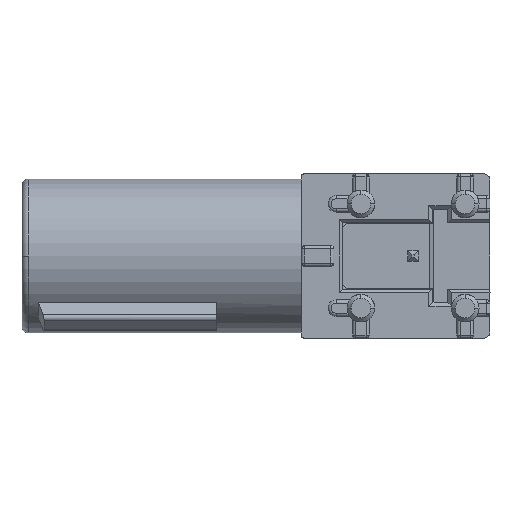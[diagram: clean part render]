
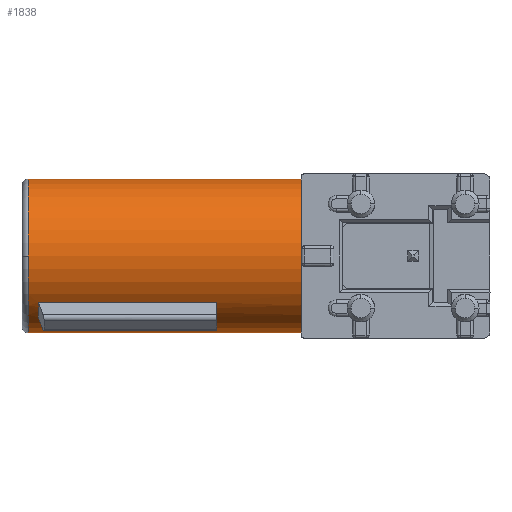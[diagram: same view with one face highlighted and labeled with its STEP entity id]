
A CAD part, front view. The second image highlights one B-rep face of the part: STEP entity #1838.
In plain terms, the highlighted cylindrical face has radius 3.75 mm (diameter 7.5 mm), a partial arc.
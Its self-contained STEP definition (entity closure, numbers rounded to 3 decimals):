
#1488=FACE_BOUND('',#2399,.T.);
#1489=FACE_BOUND('',#2400,.T.);
#1503=(
BOUNDED_CURVE()
B_SPLINE_CURVE(3,(#7199,#7200,#7201,#7202),.UNSPECIFIED.,.F.,.F.)
B_SPLINE_CURVE_WITH_KNOTS((4,4),(0.,1.),.UNSPECIFIED.)
CURVE()
GEOMETRIC_REPRESENTATION_ITEM()
RATIONAL_B_SPLINE_CURVE((1.,0.994,0.994,1.))
REPRESENTATION_ITEM('')
);
#1536=CYLINDRICAL_SURFACE('',#5378,3.75);
#1615=CIRCLE('',#5367,3.75);
#1621=CIRCLE('',#5375,3.75);
#1622=CIRCLE('',#5376,3.75);
#1623=CIRCLE('',#5377,3.75);
#1838=ADVANCED_FACE('',(#1488,#1489),#1536,.T.);
#2399=EDGE_LOOP('',(#2739,#2740,#2741,#2742,#2743));
#2400=EDGE_LOOP('',(#2744,#2745,#2746,#2747));
#2739=ORIENTED_EDGE('',*,*,#4192,.T.);
#2740=ORIENTED_EDGE('',*,*,#4183,.F.);
#2741=ORIENTED_EDGE('',*,*,#4196,.F.);
#2742=ORIENTED_EDGE('',*,*,#4194,.F.);
#2743=ORIENTED_EDGE('',*,*,#4197,.F.);
#2744=ORIENTED_EDGE('',*,*,#4198,.F.);
#2745=ORIENTED_EDGE('',*,*,#4199,.F.);
#2746=ORIENTED_EDGE('',*,*,#4200,.T.);
#2747=ORIENTED_EDGE('',*,*,#4201,.T.);
#3815=VERTEX_POINT('',#7153);
#3819=VERTEX_POINT('',#7160);
#3828=VERTEX_POINT('',#7183);
#3829=VERTEX_POINT('',#7185);
#3830=VERTEX_POINT('',#7187);
#3831=VERTEX_POINT('',#7193);
#3832=VERTEX_POINT('',#7194);
#3833=VERTEX_POINT('',#7196);
#3834=VERTEX_POINT('',#7198);
#4183=EDGE_CURVE('',#3819,#3815,#1615,.T.);
#4192=EDGE_CURVE('',#3828,#3815,#4749,.T.);
#4194=EDGE_CURVE('',#3829,#3830,#4750,.T.);
#4196=EDGE_CURVE('',#3830,#3819,#1621,.T.);
#4197=EDGE_CURVE('',#3828,#3829,#1622,.T.);
#4198=EDGE_CURVE('',#3831,#3832,#4751,.T.);
#4199=EDGE_CURVE('',#3833,#3831,#1623,.T.);
#4200=EDGE_CURVE('',#3833,#3834,#4752,.T.);
#4201=EDGE_CURVE('',#3834,#3832,#1503,.T.);
#4749=LINE('',#7182,#5083);
#4750=LINE('',#7186,#5084);
#4751=LINE('',#7192,#5085);
#4752=LINE('',#7197,#5086);
#5083=VECTOR('',#5919,1.);
#5084=VECTOR('',#5922,1.);
#5085=VECTOR('',#5931,1.);
#5086=VECTOR('',#5934,1.);
#5367=AXIS2_PLACEMENT_3D('',#7161,#5905,#5906);
#5375=AXIS2_PLACEMENT_3D('',#7190,#5927,#5928);
#5376=AXIS2_PLACEMENT_3D('',#7191,#5929,#5930);
#5377=AXIS2_PLACEMENT_3D('',#7195,#5932,#5933);
#5378=AXIS2_PLACEMENT_3D('',#7203,#5935,#5936);
#5905=DIRECTION('',(-1.,0.,0.));
#5906=DIRECTION('',(0.,-1.,0.));
#5919=DIRECTION('',(-1.,0.,0.));
#5922=DIRECTION('',(-1.,0.,0.));
#5927=DIRECTION('',(-1.,0.,0.));
#5928=DIRECTION('',(0.,-1.,0.));
#5929=DIRECTION('',(1.,0.,0.));
#5930=DIRECTION('',(0.,0.,-1.));
#5931=DIRECTION('',(-1.,0.,0.));
#5932=DIRECTION('',(-1.,0.,0.));
#5933=DIRECTION('',(0.,0.,1.));
#5934=DIRECTION('',(-1.,0.,0.));
#5935=DIRECTION('',(1.,0.,0.));
#5936=DIRECTION('',(0.,0.,1.));
#7153=CARTESIAN_POINT('',(-22.5,0.,3.75));
#7160=CARTESIAN_POINT('',(-22.5,-3.75,0.));
#7161=CARTESIAN_POINT('',(-22.5,0.,0.));
#7182=CARTESIAN_POINT('',(-10.333,0.,3.75));
#7183=CARTESIAN_POINT('',(-9.2,0.,3.75));
#7185=CARTESIAN_POINT('',(-9.2,0.,-3.75));
#7186=CARTESIAN_POINT('',(-10.333,0.,-3.75));
#7187=CARTESIAN_POINT('',(-22.5,0.,-3.75));
#7190=CARTESIAN_POINT('',(-22.5,0.,0.));
#7191=CARTESIAN_POINT('',(-9.2,0.,0.));
#7192=CARTESIAN_POINT('',(-13.3,-2.982,-2.274));
#7193=CARTESIAN_POINT('',(-13.3,-2.982,-2.274));
#7194=CARTESIAN_POINT('',(-22.,-2.982,-2.274));
#7195=CARTESIAN_POINT('',(-13.3,0.,0.));
#7196=CARTESIAN_POINT('',(-13.3,-2.275,-2.981));
#7197=CARTESIAN_POINT('',(-13.3,-2.275,-2.981));
#7198=CARTESIAN_POINT('',(-22.,-2.275,-2.981));
#7199=CARTESIAN_POINT('',(-22.,-2.275,-2.981));
#7200=CARTESIAN_POINT('',(-21.988,-2.542,-2.778));
#7201=CARTESIAN_POINT('',(-21.988,-2.779,-2.54));
#7202=CARTESIAN_POINT('',(-22.,-2.982,-2.274));
#7203=CARTESIAN_POINT('',(-10.333,0.,0.));
